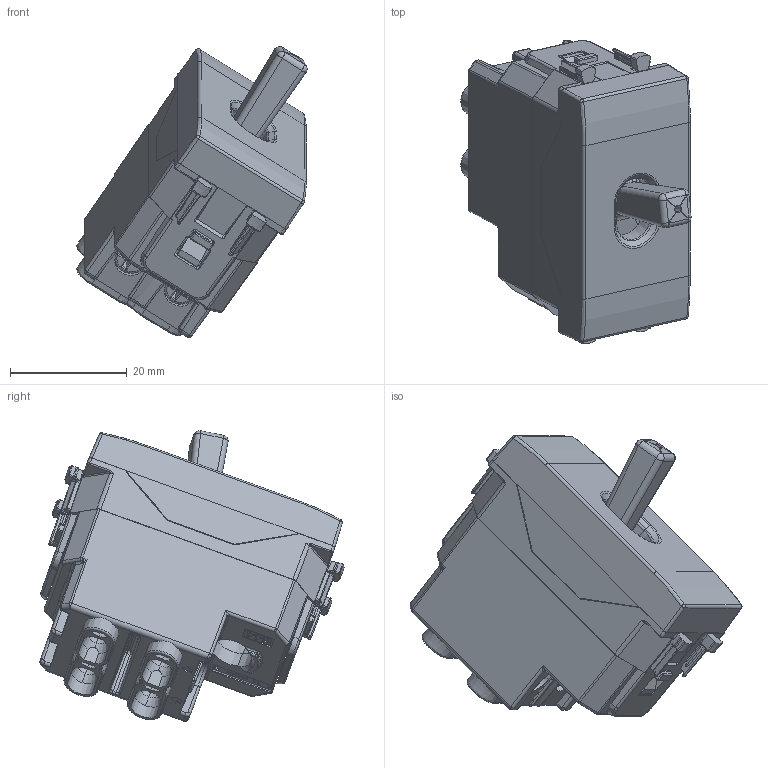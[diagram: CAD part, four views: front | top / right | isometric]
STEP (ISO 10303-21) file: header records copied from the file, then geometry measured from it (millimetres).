
FILE_DESCRIPTION(('CATIA V5 STEP Exchange'),'2;1');
FILE_NAME('441004LV.stp','2024-02-15T10:15:20+00:00',('none'),('none'),'CATIA Version 5-6 Release 2016 SP6','CATIA V5 STEP AP203','none');
FILE_SCHEMA(('CONFIG_CONTROL_DESIGN'));
Products named in the file (1): 441004LV
Assembly tree (19 placements, depth 2):
  441004LV
    #57
    #40546  x2
    #42233
    #45137
    #48299  x4
    #50212  x4
    #51104
    #60564
    #62731
    #110239
    #114841
    #123093
Bounding box: 39.49 x 52.17 x 49.86 mm (x, y, z)
Volume: 16404.3 mm3; surface area: 27240.4 mm2
Topology: 23 solids, 23 shells, 3716 faces, 10005 edges, 6190 vertices
Faces by surface type: plane 1805, cylinder 1101, bspline 318, cone 236, sphere 119, torus 115, extrusion 18, revolution 4
Entity records: 129951 total; most frequent: CARTESIAN_POINT 55306, ORIENTED_EDGE 18032, DIRECTION 10971, EDGE_CURVE 9016, VERTEX_POINT 5648, VECTOR 4653, LINE 4635, AXIS2_PLACEMENT_3D 3755
